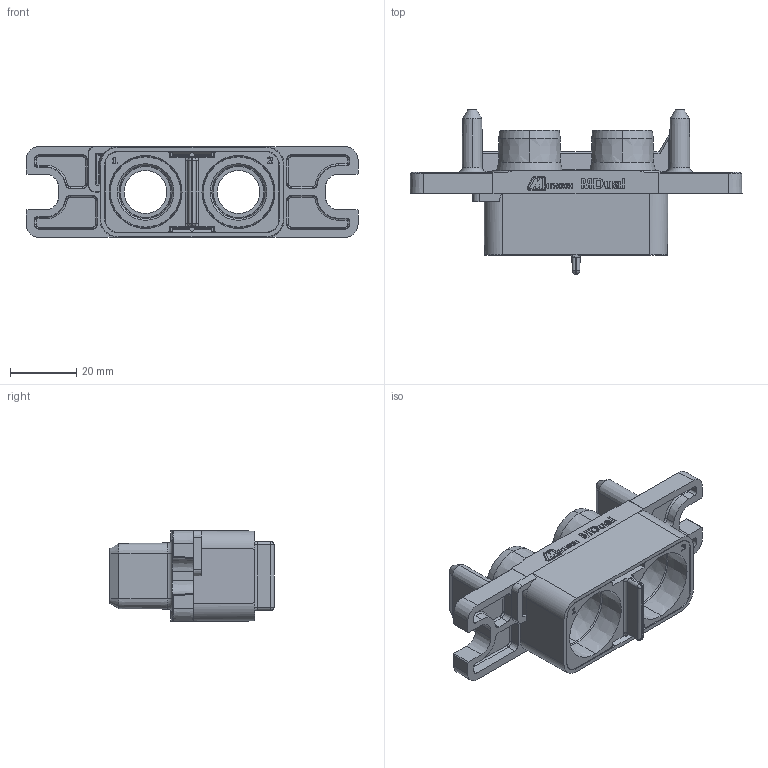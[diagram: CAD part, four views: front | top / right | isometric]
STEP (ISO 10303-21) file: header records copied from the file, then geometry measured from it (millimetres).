
FILE_DESCRIPTION (( 'STEP AP203' ), '1' );
FILE_NAME ('6315-07671-01100-RM_COPY.STEP', '2019-07-25T16:59:56', ( '' ), ( '' ), 'SwSTEP 2.0', 'SolidWorks 2018', '' );
FILE_SCHEMA (( 'CONFIG_CONTROL_DESIGN' ));
Length unit declared in the file: inch
Products named in the file (3): 6211-07673-02500-RM_COPY_Insulator Insert; 6211-07672-02500-RM_COPY_Insulator; 6315-07671-01100-RM_COPY
Assembly tree (2 placements, depth 2):
  6315-07671-01100-RM_COPY
    6211-07672-02500-RM_COPY_Insulator
    6211-07673-02500-RM_COPY_Insulator Insert
Bounding box: 100 x 49.41 x 27.4 mm (x, y, z)
Volume: 27480.7 mm3; surface area: 26691.3 mm2
Topology: 2 solids, 2 shells, 1105 faces, 2940 edges, 1888 vertices
Faces by surface type: plane 592, bspline 230, cylinder 119, cone 112, torus 46, sphere 6
Entity records: 44326 total; most frequent: CARTESIAN_POINT 18321, ORIENTED_EDGE 5852, DIRECTION 4475, EDGE_CURVE 2926, LINE 1919, VECTOR 1919, VERTEX_POINT 1888, AXIS2_PLACEMENT_3D 1278
